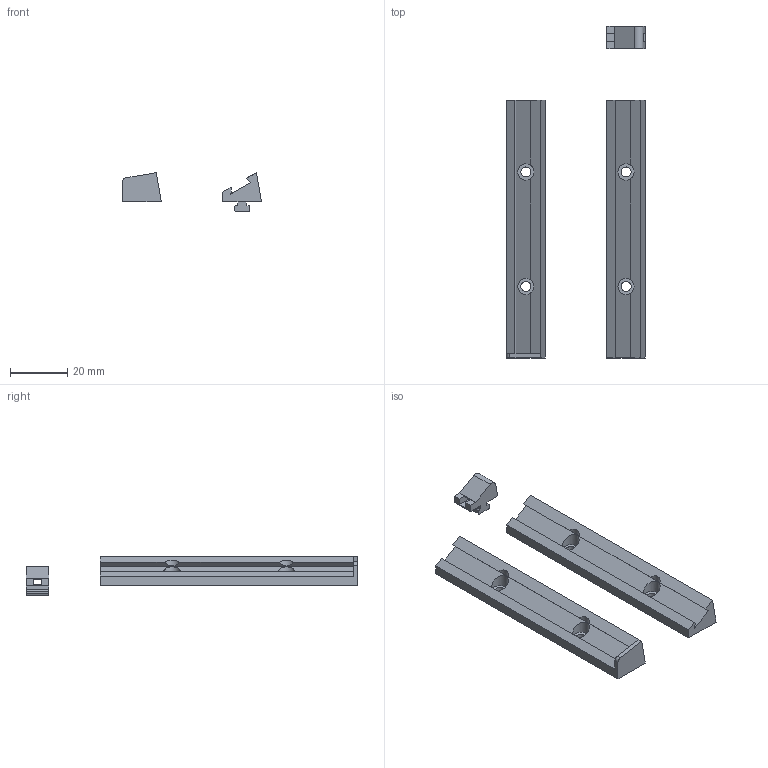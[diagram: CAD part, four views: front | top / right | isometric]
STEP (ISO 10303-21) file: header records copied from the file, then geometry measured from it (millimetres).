
FILE_DESCRIPTION(/* description */ (''),/* implementation_level */ '2;1');
FILE_NAME(/* name */ 'LED_ramp 8mm v3.step',/* time_stamp */ '2023-03-24T12:53:40-08:00',/* author */ (''),/* organization */ (''),/* preprocessor_version */ 'ST-DEVELOPER v19.2',/* originating_system */ 'Autodesk Translation Framework v11.17.0.187',/* authorisation */ '');
FILE_SCHEMA (('AUTOMOTIVE_DESIGN { 1 0 10303 214 3 1 1 }'));
Length unit declared in the file: millimetre
Products named in the file (4): LED_ramp 8mm; Component1; Component2; Component3
Assembly tree (3 placements, depth 2):
  LED_ramp 8mm
    Component1
    Component2
    Component3
Bounding box: 48.5 x 116 x 13.52 mm (x, y, z)
Volume: 13695.2 mm3; surface area: 9751.9 mm2
Topology: 3 solids, 3 shells, 69 faces, 179 edges, 119 vertices
Faces by surface type: plane 48, cylinder 21
Full cylindrical faces by diameter (mm): 3.5 x4, 5.7 x4
Entity records: 2246 total; most frequent: DIRECTION 375, CARTESIAN_POINT 374, ORIENTED_EDGE 358, EDGE_CURVE 179, LINE 135, VECTOR 135, AXIS2_PLACEMENT_3D 120, VERTEX_POINT 119
